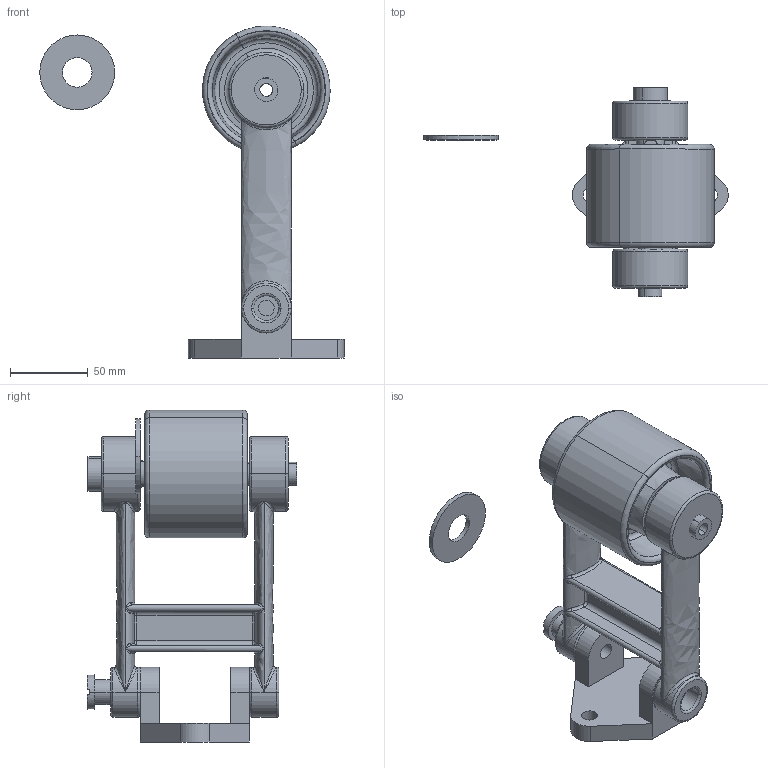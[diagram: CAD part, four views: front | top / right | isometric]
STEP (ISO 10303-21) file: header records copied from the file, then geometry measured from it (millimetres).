
FILE_DESCRIPTION(('CATIA V5 STEP Exchange'),'2;1');
FILE_NAME('21832009.stp','2021-06-09T14:00:05+00:00',('none'),('none'),'CATIA Version 5 Release 20 GA (IN-10)','CATIA V5 STEP AP203','none');
FILE_SCHEMA(('CONFIG_CONTROL_DESIGN'));
Length unit declared in the file: millimetre
Products named in the file (1): Product1
Assembly tree (8 placements, depth 2):
  Product1
    #58
    #7785
    #8582
    #9357
    #9526
    #9832
    #10001
    #10636
Bounding box: 195.3 x 134.54 x 212.99 mm (x, y, z)
Volume: 530459 mm3; surface area: 146772.1 mm2
Topology: 8 solids, 8 shells, 244 faces, 563 edges, 318 vertices
Faces by surface type: cylinder 74, plane 64, torus 44, bspline 44, extrusion 10, cone 8
Entity records: 10982 total; most frequent: CARTESIAN_POINT 6007, ORIENTED_EDGE 1078, DIRECTION 737, EDGE_CURVE 539, AXIS2_PLACEMENT_3D 386, VERTEX_POINT 318, EDGE_LOOP 281, ADVANCED_FACE 244
